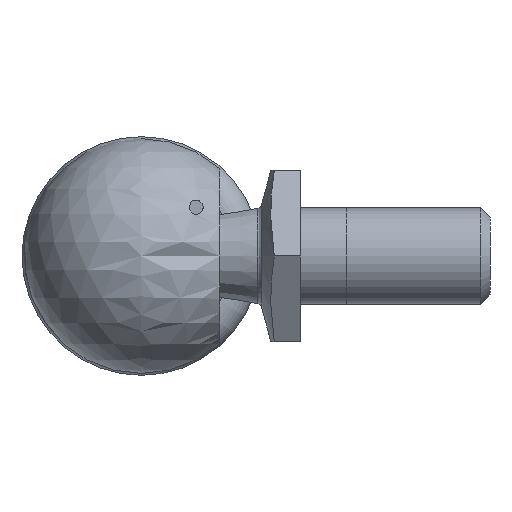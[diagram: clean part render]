
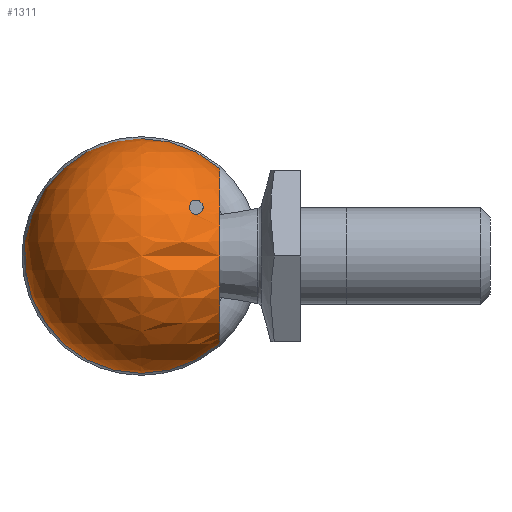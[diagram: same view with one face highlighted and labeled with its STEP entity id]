
A CAD part, left-side view. The second image highlights one B-rep face of the part: STEP entity #1311.
In plain terms, the highlighted spherical face has radius 9.754 mm.
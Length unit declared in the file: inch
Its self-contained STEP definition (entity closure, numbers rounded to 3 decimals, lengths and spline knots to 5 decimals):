
#128=FACE_BOUND('',#258,.T.);
#129=FACE_BOUND('',#259,.T.);
#130=FACE_BOUND('',#260,.T.);
#139=SPHERICAL_SURFACE('',#1456,0.384);
#178=FACE_OUTER_BOUND('',#257,.T.);
#257=EDGE_LOOP('',(#1018,#1019));
#258=EDGE_LOOP('',(#1020,#1021,#1022));
#259=EDGE_LOOP('',(#1023,#1024));
#260=EDGE_LOOP('',(#1025));
#314=CIRCLE('',#1387,0.24);
#319=CIRCLE('',#1392,0.24);
#356=CIRCLE('',#1442,0.28622);
#364=CIRCLE('',#1457,0.384);
#531=B_SPLINE_CURVE_WITH_KNOTS('',3,(#2023,#2024,#2025,#2026,#2027,#2028,
#2029,#2030,#2031,#2032,#2033,#2034,#2035,#2036,#2037,#2038,#2039,#2040),
 .UNSPECIFIED.,.F.,.F.,(4,2,2,2,2,2,2,2,4),(0.,0.02756,0.05513,
0.08282,0.11051,0.13471,0.15891,
0.18235,0.20579),.UNSPECIFIED.);
#532=B_SPLINE_CURVE_WITH_KNOTS('',3,(#2041,#2042,#2043,#2044,#2045,#2046,
#2047,#2048,#2049,#2050,#2051,#2052,#2053,#2054,#2055,#2056,#2057,#2058),
 .UNSPECIFIED.,.F.,.F.,(4,2,2,2,2,2,2,2,4),(0.20579,0.23261,
0.25944,0.28779,0.31614,0.34071,
0.36528,0.38894,0.41261),.UNSPECIFIED.);
#536=B_SPLINE_CURVE_WITH_KNOTS('',3,(#2097,#2098,#2099,#2100,#2101,#2102,
#2103,#2104,#2105,#2106,#2107,#2108,#2109,#2110,#2111,#2112,#2113,#2114,
#2115,#2116,#2117),.UNSPECIFIED.,.F.,.F.,(4,2,2,3,2,2,2,2,2,4),(-0.06336,
-0.05513,-0.02756,0.,0.02367,0.04733,
0.0719,0.09647,0.12482,0.15162),
 .UNSPECIFIED.);
#542=VERTEX_POINT('',#2021);
#543=VERTEX_POINT('',#2022);
#548=VERTEX_POINT('',#2085);
#549=VERTEX_POINT('',#2096);
#552=VERTEX_POINT('',#2178);
#589=VERTEX_POINT('',#2274);
#598=VERTEX_POINT('',#2301);
#599=VERTEX_POINT('',#2302);
#690=EDGE_CURVE('',#542,#543,#531,.T.);
#691=EDGE_CURVE('',#543,#542,#532,.T.);
#697=EDGE_CURVE('',#549,#548,#536,.T.);
#702=EDGE_CURVE('',#549,#552,#314,.T.);
#707=EDGE_CURVE('',#552,#548,#319,.T.);
#748=EDGE_CURVE('',#589,#589,#356,.T.);
#759=EDGE_CURVE('',#598,#599,#364,.T.);
#1018=ORIENTED_EDGE('',*,*,#759,.T.);
#1019=ORIENTED_EDGE('',*,*,#759,.F.);
#1020=ORIENTED_EDGE('',*,*,#697,.T.);
#1021=ORIENTED_EDGE('',*,*,#707,.F.);
#1022=ORIENTED_EDGE('',*,*,#702,.F.);
#1023=ORIENTED_EDGE('',*,*,#690,.T.);
#1024=ORIENTED_EDGE('',*,*,#691,.T.);
#1025=ORIENTED_EDGE('',*,*,#748,.T.);
#1311=ADVANCED_FACE('',(#178,#128,#129,#130),#139,.T.);
#1387=AXIS2_PLACEMENT_3D('',#2179,#1590,#1591);
#1392=AXIS2_PLACEMENT_3D('',#2187,#1600,#1601);
#1442=AXIS2_PLACEMENT_3D('',#2275,#1704,#1705);
#1456=AXIS2_PLACEMENT_3D('',#2300,#1735,#1736);
#1457=AXIS2_PLACEMENT_3D('',#2303,#1737,#1738);
#1590=DIRECTION('center_axis',(1.,0.,0.));
#1591=DIRECTION('ref_axis',(0.,1.,0.));
#1600=DIRECTION('center_axis',(1.,0.,0.));
#1601=DIRECTION('ref_axis',(0.,1.,0.));
#1704=DIRECTION('center_axis',(0.,1.,0.));
#1705=DIRECTION('ref_axis',(0.,0.,-1.));
#1735=DIRECTION('center_axis',(0.,0.,1.));
#1736=DIRECTION('ref_axis',(1.,0.,0.));
#1737=DIRECTION('center_axis',(0.,-1.,0.));
#1738=DIRECTION('ref_axis',(-1.,0.,0.));
#2021=CARTESIAN_POINT('',(-0.28437,-0.203,0.15931));
#2022=CARTESIAN_POINT('',(-0.31263,-0.156,0.15931));
#2023=CARTESIAN_POINT('Ctrl Pts',(-0.28437,-0.203,0.15931));
#2024=CARTESIAN_POINT('Ctrl Pts',(-0.28614,-0.203,0.15615));
#2025=CARTESIAN_POINT('Ctrl Pts',(-0.28832,-0.20234,
0.15297));
#2026=CARTESIAN_POINT('Ctrl Pts',(-0.29296,-0.19991,
0.14725));
#2027=CARTESIAN_POINT('Ctrl Pts',(-0.29542,-0.19813,
0.14471));
#2028=CARTESIAN_POINT('Ctrl Pts',(-0.29996,-0.19414,
0.14071));
#2029=CARTESIAN_POINT('Ctrl Pts',(-0.30243,-0.1916,
0.13892));
#2030=CARTESIAN_POINT('Ctrl Pts',(-0.3071,-0.18585,
0.13647));
#2031=CARTESIAN_POINT('Ctrl Pts',(-0.3093,-0.18265,
0.13581));
#2032=CARTESIAN_POINT('Ctrl Pts',(-0.3127,-0.17675,
0.13581));
#2033=CARTESIAN_POINT('Ctrl Pts',(-0.3142,-0.17367,
0.13633));
#2034=CARTESIAN_POINT('Ctrl Pts',(-0.31635,-0.16781,
0.13868));
#2035=CARTESIAN_POINT('Ctrl Pts',(-0.31699,-0.16503,
0.14052));
#2036=CARTESIAN_POINT('Ctrl Pts',(-0.31725,-0.16063,
0.14496));
#2037=CARTESIAN_POINT('Ctrl Pts',(-0.3169,-0.15883,
0.1477));
#2038=CARTESIAN_POINT('Ctrl Pts',(-0.31529,-0.15651,
0.15351));
#2039=CARTESIAN_POINT('Ctrl Pts',(-0.31403,-0.156,0.15657));
#2040=CARTESIAN_POINT('Ctrl Pts',(-0.31263,-0.156,0.15931));
#2041=CARTESIAN_POINT('Ctrl Pts',(-0.31263,-0.156,0.15931));
#2042=CARTESIAN_POINT('Ctrl Pts',(-0.31104,-0.156,0.16245));
#2043=CARTESIAN_POINT('Ctrl Pts',(-0.30903,-0.15665,
0.16562));
#2044=CARTESIAN_POINT('Ctrl Pts',(-0.30468,-0.15905,
0.17129));
#2045=CARTESIAN_POINT('Ctrl Pts',(-0.30234,-0.16079,
0.1738));
#2046=CARTESIAN_POINT('Ctrl Pts',(-0.29782,-0.16476,
0.17784));
#2047=CARTESIAN_POINT('Ctrl Pts',(-0.29528,-0.16734,0.17967));
#2048=CARTESIAN_POINT('Ctrl Pts',(-0.29037,-0.17314,
0.18215));
#2049=CARTESIAN_POINT('Ctrl Pts',(-0.28801,-0.17635,
0.18281));
#2050=CARTESIAN_POINT('Ctrl Pts',(-0.28432,-0.18223,
0.18281));
#2051=CARTESIAN_POINT('Ctrl Pts',(-0.28267,-0.18529,
0.1823));
#2052=CARTESIAN_POINT('Ctrl Pts',(-0.28025,-0.19116,
0.17996));
#2053=CARTESIAN_POINT('Ctrl Pts',(-0.2795,-0.19396,0.17811));
#2054=CARTESIAN_POINT('Ctrl Pts',(-0.27921,-0.1984,
0.17362));
#2055=CARTESIAN_POINT('Ctrl Pts',(-0.27963,-0.2002,
0.17086));
#2056=CARTESIAN_POINT('Ctrl Pts',(-0.28145,-0.2025,
0.16506));
#2057=CARTESIAN_POINT('Ctrl Pts',(-0.28285,-0.203,0.16202));
#2058=CARTESIAN_POINT('Ctrl Pts',(-0.28437,-0.203,0.15931));
#2085=CARTESIAN_POINT('',(0.29976,-0.16306,0.1761));
#2096=CARTESIAN_POINT('',(0.29976,-0.19422,0.14099));
#2097=CARTESIAN_POINT('Ctrl Pts',(0.29976,-0.19422,
0.14099));
#2098=CARTESIAN_POINT('Ctrl Pts',(0.29906,-0.1949,0.14154));
#2099=CARTESIAN_POINT('Ctrl Pts',(0.29836,-0.19555,
0.14212));
#2100=CARTESIAN_POINT('Ctrl Pts',(0.29542,-0.19813,
0.14471));
#2101=CARTESIAN_POINT('Ctrl Pts',(0.29296,-0.19991,
0.14725));
#2102=CARTESIAN_POINT('Ctrl Pts',(0.28832,-0.20234,
0.15297));
#2103=CARTESIAN_POINT('Ctrl Pts',(0.28614,-0.203,0.15615));
#2104=CARTESIAN_POINT('Ctrl Pts',(0.28437,-0.203,0.15931));
#2105=CARTESIAN_POINT('Ctrl Pts',(0.28285,-0.203,0.16202));
#2106=CARTESIAN_POINT('Ctrl Pts',(0.28145,-0.2025,0.16506));
#2107=CARTESIAN_POINT('Ctrl Pts',(0.27963,-0.2002,
0.17086));
#2108=CARTESIAN_POINT('Ctrl Pts',(0.27921,-0.1984,
0.17362));
#2109=CARTESIAN_POINT('Ctrl Pts',(0.2795,-0.19396,0.17811));
#2110=CARTESIAN_POINT('Ctrl Pts',(0.28025,-0.19116,0.17996));
#2111=CARTESIAN_POINT('Ctrl Pts',(0.28267,-0.18529,
0.1823));
#2112=CARTESIAN_POINT('Ctrl Pts',(0.28432,-0.18223,
0.18281));
#2113=CARTESIAN_POINT('Ctrl Pts',(0.28801,-0.17635,
0.18281));
#2114=CARTESIAN_POINT('Ctrl Pts',(0.29037,-0.17314,
0.18215));
#2115=CARTESIAN_POINT('Ctrl Pts',(0.29514,-0.1675,0.17973));
#2116=CARTESIAN_POINT('Ctrl Pts',(0.29754,-0.16504,0.17804));
#2117=CARTESIAN_POINT('Ctrl Pts',(0.29976,-0.16306,
0.1761));
#2178=CARTESIAN_POINT('',(0.29976,0.,0.24));
#2179=CARTESIAN_POINT('Origin',(0.29976,0.,
0.));
#2187=CARTESIAN_POINT('Origin',(0.29976,0.,
0.));
#2274=CARTESIAN_POINT('',(0.,-0.256,0.28622));
#2275=CARTESIAN_POINT('Origin',(0.,-0.256,0.));
#2300=CARTESIAN_POINT('Origin',(0.,0.,0.));
#2301=CARTESIAN_POINT('',(0.,0.,0.384));
#2302=CARTESIAN_POINT('',(0.,0.,-0.384));
#2303=CARTESIAN_POINT('Origin',(0.,0.,0.));
